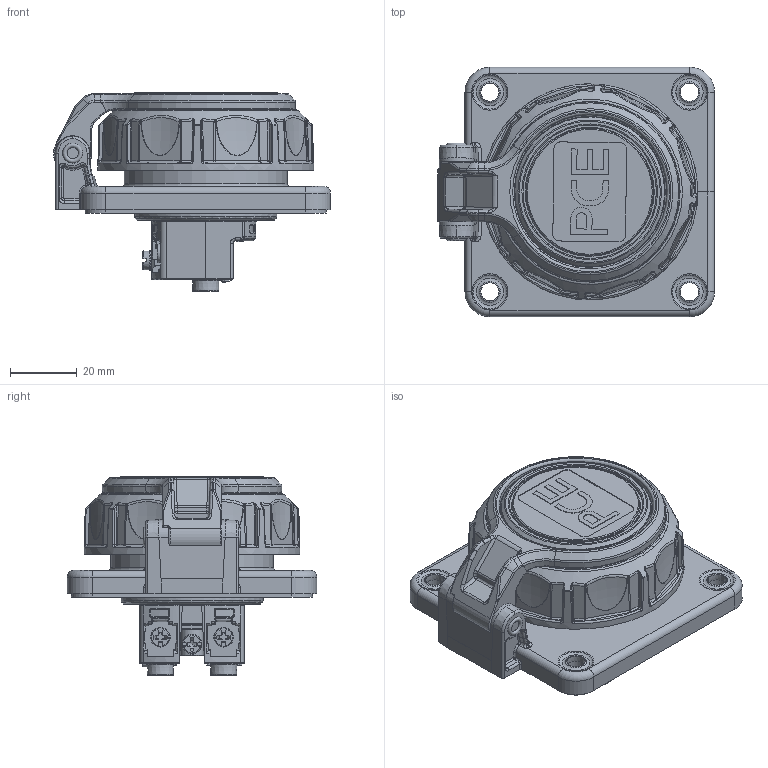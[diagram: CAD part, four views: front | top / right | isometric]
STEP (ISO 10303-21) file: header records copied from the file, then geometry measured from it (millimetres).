
FILE_DESCRIPTION (( 'STEP AP203' ), '1' );
FILE_NAME ('20342-8b.STEP', '2018-06-06T07:18:55', ( '' ), ( '' ), 'SwSTEP 2.0', 'SolidWorks 2016', '' );
FILE_SCHEMA (( 'CONFIG_CONTROL_DESIGN' ));
Length unit declared in the file: millimetre
Products named in the file (1): 20342-8b
Bounding box: 83.25 x 75 x 59.75 mm (x, y, z)
Volume: 139361.4 mm3; surface area: 28446.8 mm2
Topology: 1 solids, 1 shells, 1533 faces, 3731 edges, 2208 vertices
Faces by surface type: plane 454, bspline 401, cylinder 366, torus 151, cone 91, sphere 70
Full cylindrical faces by diameter (mm): 3.5 x2, 4.4 x1, 5 x1, 5.655 x4, 7 x1, 38.2 x1, 40.2 x2, 42.7 x1, 44.755 x1
Entity records: 54573 total; most frequent: CARTESIAN_POINT 22904, ORIENTED_EDGE 7140, DIRECTION 5817, EDGE_CURVE 3570, AXIS2_PLACEMENT_3D 2227, VERTEX_POINT 2169, EDGE_LOOP 1673, FACE_OUTER_BOUND 1584
